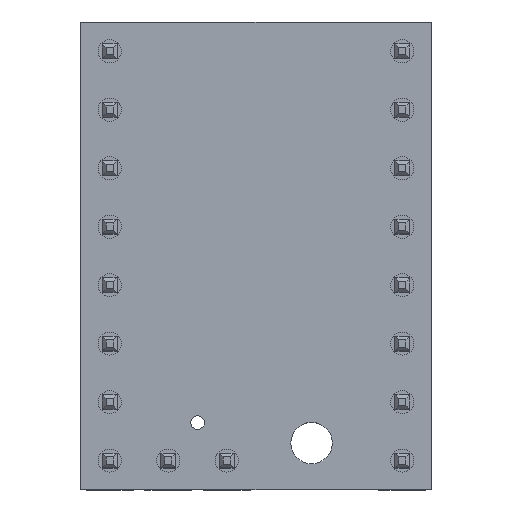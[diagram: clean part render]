
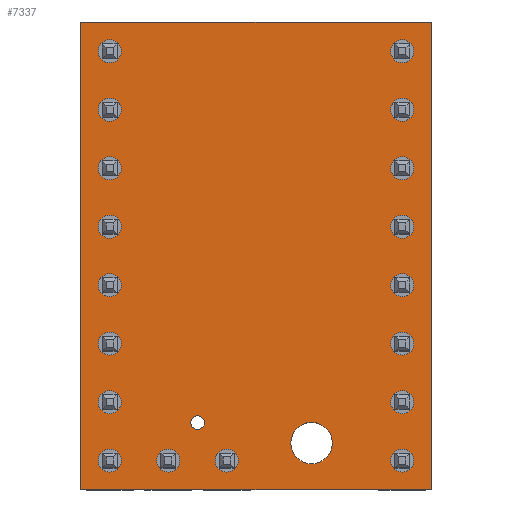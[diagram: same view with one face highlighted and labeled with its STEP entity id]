
A CAD part, top view. The second image highlights one B-rep face of the part: STEP entity #7337.
In plain terms, the highlighted planar face has unit normal (0, 0, 1).
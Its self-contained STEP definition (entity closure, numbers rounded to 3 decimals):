
#7005 = VERTEX_POINT('',#7006);
#7006 = CARTESIAN_POINT('',(156.121,-115.164,1.51));
#7012 = EDGE_CURVE('',#7005,#7013,#7015,.T.);
#7013 = VERTEX_POINT('',#7014);
#7014 = CARTESIAN_POINT('',(140.881,-115.164,1.51));
#7015 = LINE('',#7016,#7017);
#7016 = CARTESIAN_POINT('',(156.121,-115.164,1.51));
#7017 = VECTOR('',#7018,1.);
#7018 = DIRECTION('',(-1.,0.,0.));
#7045 = VERTEX_POINT('',#7046);
#7046 = CARTESIAN_POINT('',(156.121,-94.844,1.51));
#7052 = EDGE_CURVE('',#7045,#7005,#7053,.T.);
#7053 = LINE('',#7054,#7055);
#7054 = CARTESIAN_POINT('',(156.121,-94.844,1.51));
#7055 = VECTOR('',#7056,1.);
#7056 = DIRECTION('',(0.,-1.,0.));
#7074 = EDGE_CURVE('',#7013,#7075,#7077,.T.);
#7075 = VERTEX_POINT('',#7076);
#7076 = CARTESIAN_POINT('',(140.881,-94.844,1.51));
#7077 = LINE('',#7078,#7079);
#7078 = CARTESIAN_POINT('',(140.881,-115.164,1.51));
#7079 = VECTOR('',#7080,1.);
#7080 = DIRECTION('',(0.,1.,0.));
#7337 = ADVANCED_FACE('',(#7338,#7349,#7360,#7371,#7382,#7393,#7404,
    #7415,#7426,#7437,#7448,#7459,#7470,#7481,#7492,#7503,#7514,#7525,
    #7536,#7547,#7558),#7569,.T.);
#7338 = FACE_BOUND('',#7339,.T.);
#7339 = EDGE_LOOP('',(#7340,#7341,#7342,#7348));
#7340 = ORIENTED_EDGE('',*,*,#7012,.F.);
#7341 = ORIENTED_EDGE('',*,*,#7052,.F.);
#7342 = ORIENTED_EDGE('',*,*,#7343,.F.);
#7343 = EDGE_CURVE('',#7075,#7045,#7344,.T.);
#7344 = LINE('',#7345,#7346);
#7345 = CARTESIAN_POINT('',(140.881,-94.844,1.51));
#7346 = VECTOR('',#7347,1.);
#7347 = DIRECTION('',(1.,0.,0.));
#7348 = ORIENTED_EDGE('',*,*,#7074,.F.);
#7349 = FACE_BOUND('',#7350,.T.);
#7350 = EDGE_LOOP('',(#7351));
#7351 = ORIENTED_EDGE('',*,*,#7352,.T.);
#7352 = EDGE_CURVE('',#7353,#7353,#7355,.T.);
#7353 = VERTEX_POINT('',#7354);
#7354 = CARTESIAN_POINT('',(142.151,-114.394,1.51));
#7355 = CIRCLE('',#7356,0.5);
#7356 = AXIS2_PLACEMENT_3D('',#7357,#7358,#7359);
#7357 = CARTESIAN_POINT('',(142.151,-113.894,1.51));
#7358 = DIRECTION('',(-0.,0.,-1.));
#7359 = DIRECTION('',(-0.,-1.,0.));
#7360 = FACE_BOUND('',#7361,.T.);
#7361 = EDGE_LOOP('',(#7362));
#7362 = ORIENTED_EDGE('',*,*,#7363,.T.);
#7363 = EDGE_CURVE('',#7364,#7364,#7366,.T.);
#7364 = VERTEX_POINT('',#7365);
#7365 = CARTESIAN_POINT('',(144.691,-114.394,1.51));
#7366 = CIRCLE('',#7367,0.5);
#7367 = AXIS2_PLACEMENT_3D('',#7368,#7369,#7370);
#7368 = CARTESIAN_POINT('',(144.691,-113.894,1.51));
#7369 = DIRECTION('',(-0.,0.,-1.));
#7370 = DIRECTION('',(-0.,-1.,0.));
#7371 = FACE_BOUND('',#7372,.T.);
#7372 = EDGE_LOOP('',(#7373));
#7373 = ORIENTED_EDGE('',*,*,#7374,.T.);
#7374 = EDGE_CURVE('',#7375,#7375,#7377,.T.);
#7375 = VERTEX_POINT('',#7376);
#7376 = CARTESIAN_POINT('',(142.151,-111.854,1.51));
#7377 = CIRCLE('',#7378,0.5);
#7378 = AXIS2_PLACEMENT_3D('',#7379,#7380,#7381);
#7379 = CARTESIAN_POINT('',(142.151,-111.354,1.51));
#7380 = DIRECTION('',(-0.,0.,-1.));
#7381 = DIRECTION('',(-0.,-1.,0.));
#7382 = FACE_BOUND('',#7383,.T.);
#7383 = EDGE_LOOP('',(#7384));
#7384 = ORIENTED_EDGE('',*,*,#7385,.T.);
#7385 = EDGE_CURVE('',#7386,#7386,#7388,.T.);
#7386 = VERTEX_POINT('',#7387);
#7387 = CARTESIAN_POINT('',(145.961,-112.543,1.51));
#7388 = CIRCLE('',#7389,0.3);
#7389 = AXIS2_PLACEMENT_3D('',#7390,#7391,#7392);
#7390 = CARTESIAN_POINT('',(145.961,-112.243,1.51));
#7391 = DIRECTION('',(-0.,0.,-1.));
#7392 = DIRECTION('',(-0.,-1.,0.));
#7393 = FACE_BOUND('',#7394,.T.);
#7394 = EDGE_LOOP('',(#7395));
#7395 = ORIENTED_EDGE('',*,*,#7396,.T.);
#7396 = EDGE_CURVE('',#7397,#7397,#7399,.T.);
#7397 = VERTEX_POINT('',#7398);
#7398 = CARTESIAN_POINT('',(147.231,-114.394,1.51));
#7399 = CIRCLE('',#7400,0.5);
#7400 = AXIS2_PLACEMENT_3D('',#7401,#7402,#7403);
#7401 = CARTESIAN_POINT('',(147.231,-113.894,1.51));
#7402 = DIRECTION('',(-0.,0.,-1.));
#7403 = DIRECTION('',(-0.,-1.,0.));
#7404 = FACE_BOUND('',#7405,.T.);
#7405 = EDGE_LOOP('',(#7406));
#7406 = ORIENTED_EDGE('',*,*,#7407,.T.);
#7407 = EDGE_CURVE('',#7408,#7408,#7410,.T.);
#7408 = VERTEX_POINT('',#7409);
#7409 = CARTESIAN_POINT('',(142.151,-109.314,1.51));
#7410 = CIRCLE('',#7411,0.5);
#7411 = AXIS2_PLACEMENT_3D('',#7412,#7413,#7414);
#7412 = CARTESIAN_POINT('',(142.151,-108.814,1.51));
#7413 = DIRECTION('',(-0.,0.,-1.));
#7414 = DIRECTION('',(-0.,-1.,0.));
#7415 = FACE_BOUND('',#7416,.T.);
#7416 = EDGE_LOOP('',(#7417));
#7417 = ORIENTED_EDGE('',*,*,#7418,.T.);
#7418 = EDGE_CURVE('',#7419,#7419,#7421,.T.);
#7419 = VERTEX_POINT('',#7420);
#7420 = CARTESIAN_POINT('',(142.151,-106.774,1.51));
#7421 = CIRCLE('',#7422,0.5);
#7422 = AXIS2_PLACEMENT_3D('',#7423,#7424,#7425);
#7423 = CARTESIAN_POINT('',(142.151,-106.274,1.51));
#7424 = DIRECTION('',(-0.,0.,-1.));
#7425 = DIRECTION('',(-0.,-1.,0.));
#7426 = FACE_BOUND('',#7427,.T.);
#7427 = EDGE_LOOP('',(#7428));
#7428 = ORIENTED_EDGE('',*,*,#7429,.T.);
#7429 = EDGE_CURVE('',#7430,#7430,#7432,.T.);
#7430 = VERTEX_POINT('',#7431);
#7431 = CARTESIAN_POINT('',(150.914,-114.032,1.51));
#7432 = CIRCLE('',#7433,0.9);
#7433 = AXIS2_PLACEMENT_3D('',#7434,#7435,#7436);
#7434 = CARTESIAN_POINT('',(150.914,-113.132,1.51));
#7435 = DIRECTION('',(-0.,0.,-1.));
#7436 = DIRECTION('',(0.,-1.,0.));
#7437 = FACE_BOUND('',#7438,.T.);
#7438 = EDGE_LOOP('',(#7439));
#7439 = ORIENTED_EDGE('',*,*,#7440,.T.);
#7440 = EDGE_CURVE('',#7441,#7441,#7443,.T.);
#7441 = VERTEX_POINT('',#7442);
#7442 = CARTESIAN_POINT('',(154.851,-114.394,1.51));
#7443 = CIRCLE('',#7444,0.5);
#7444 = AXIS2_PLACEMENT_3D('',#7445,#7446,#7447);
#7445 = CARTESIAN_POINT('',(154.851,-113.894,1.51));
#7446 = DIRECTION('',(-0.,0.,-1.));
#7447 = DIRECTION('',(-0.,-1.,0.));
#7448 = FACE_BOUND('',#7449,.T.);
#7449 = EDGE_LOOP('',(#7450));
#7450 = ORIENTED_EDGE('',*,*,#7451,.T.);
#7451 = EDGE_CURVE('',#7452,#7452,#7454,.T.);
#7452 = VERTEX_POINT('',#7453);
#7453 = CARTESIAN_POINT('',(154.851,-111.854,1.51));
#7454 = CIRCLE('',#7455,0.5);
#7455 = AXIS2_PLACEMENT_3D('',#7456,#7457,#7458);
#7456 = CARTESIAN_POINT('',(154.851,-111.354,1.51));
#7457 = DIRECTION('',(-0.,0.,-1.));
#7458 = DIRECTION('',(-0.,-1.,0.));
#7459 = FACE_BOUND('',#7460,.T.);
#7460 = EDGE_LOOP('',(#7461));
#7461 = ORIENTED_EDGE('',*,*,#7462,.T.);
#7462 = EDGE_CURVE('',#7463,#7463,#7465,.T.);
#7463 = VERTEX_POINT('',#7464);
#7464 = CARTESIAN_POINT('',(154.851,-109.314,1.51));
#7465 = CIRCLE('',#7466,0.5);
#7466 = AXIS2_PLACEMENT_3D('',#7467,#7468,#7469);
#7467 = CARTESIAN_POINT('',(154.851,-108.814,1.51));
#7468 = DIRECTION('',(-0.,0.,-1.));
#7469 = DIRECTION('',(-0.,-1.,0.));
#7470 = FACE_BOUND('',#7471,.T.);
#7471 = EDGE_LOOP('',(#7472));
#7472 = ORIENTED_EDGE('',*,*,#7473,.T.);
#7473 = EDGE_CURVE('',#7474,#7474,#7476,.T.);
#7474 = VERTEX_POINT('',#7475);
#7475 = CARTESIAN_POINT('',(154.851,-106.774,1.51));
#7476 = CIRCLE('',#7477,0.5);
#7477 = AXIS2_PLACEMENT_3D('',#7478,#7479,#7480);
#7478 = CARTESIAN_POINT('',(154.851,-106.274,1.51));
#7479 = DIRECTION('',(-0.,0.,-1.));
#7480 = DIRECTION('',(-0.,-1.,0.));
#7481 = FACE_BOUND('',#7482,.T.);
#7482 = EDGE_LOOP('',(#7483));
#7483 = ORIENTED_EDGE('',*,*,#7484,.T.);
#7484 = EDGE_CURVE('',#7485,#7485,#7487,.T.);
#7485 = VERTEX_POINT('',#7486);
#7486 = CARTESIAN_POINT('',(142.151,-104.234,1.51));
#7487 = CIRCLE('',#7488,0.5);
#7488 = AXIS2_PLACEMENT_3D('',#7489,#7490,#7491);
#7489 = CARTESIAN_POINT('',(142.151,-103.734,1.51));
#7490 = DIRECTION('',(-0.,0.,-1.));
#7491 = DIRECTION('',(-0.,-1.,0.));
#7492 = FACE_BOUND('',#7493,.T.);
#7493 = EDGE_LOOP('',(#7494));
#7494 = ORIENTED_EDGE('',*,*,#7495,.T.);
#7495 = EDGE_CURVE('',#7496,#7496,#7498,.T.);
#7496 = VERTEX_POINT('',#7497);
#7497 = CARTESIAN_POINT('',(142.151,-101.694,1.51));
#7498 = CIRCLE('',#7499,0.5);
#7499 = AXIS2_PLACEMENT_3D('',#7500,#7501,#7502);
#7500 = CARTESIAN_POINT('',(142.151,-101.194,1.51));
#7501 = DIRECTION('',(-0.,0.,-1.));
#7502 = DIRECTION('',(-0.,-1.,0.));
#7503 = FACE_BOUND('',#7504,.T.);
#7504 = EDGE_LOOP('',(#7505));
#7505 = ORIENTED_EDGE('',*,*,#7506,.T.);
#7506 = EDGE_CURVE('',#7507,#7507,#7509,.T.);
#7507 = VERTEX_POINT('',#7508);
#7508 = CARTESIAN_POINT('',(142.151,-99.154,1.51));
#7509 = CIRCLE('',#7510,0.5);
#7510 = AXIS2_PLACEMENT_3D('',#7511,#7512,#7513);
#7511 = CARTESIAN_POINT('',(142.151,-98.654,1.51));
#7512 = DIRECTION('',(-0.,0.,-1.));
#7513 = DIRECTION('',(-0.,-1.,0.));
#7514 = FACE_BOUND('',#7515,.T.);
#7515 = EDGE_LOOP('',(#7516));
#7516 = ORIENTED_EDGE('',*,*,#7517,.T.);
#7517 = EDGE_CURVE('',#7518,#7518,#7520,.T.);
#7518 = VERTEX_POINT('',#7519);
#7519 = CARTESIAN_POINT('',(142.151,-96.614,1.51));
#7520 = CIRCLE('',#7521,0.5);
#7521 = AXIS2_PLACEMENT_3D('',#7522,#7523,#7524);
#7522 = CARTESIAN_POINT('',(142.151,-96.114,1.51));
#7523 = DIRECTION('',(-0.,0.,-1.));
#7524 = DIRECTION('',(-0.,-1.,0.));
#7525 = FACE_BOUND('',#7526,.T.);
#7526 = EDGE_LOOP('',(#7527));
#7527 = ORIENTED_EDGE('',*,*,#7528,.T.);
#7528 = EDGE_CURVE('',#7529,#7529,#7531,.T.);
#7529 = VERTEX_POINT('',#7530);
#7530 = CARTESIAN_POINT('',(154.851,-104.234,1.51));
#7531 = CIRCLE('',#7532,0.5);
#7532 = AXIS2_PLACEMENT_3D('',#7533,#7534,#7535);
#7533 = CARTESIAN_POINT('',(154.851,-103.734,1.51));
#7534 = DIRECTION('',(-0.,0.,-1.));
#7535 = DIRECTION('',(-0.,-1.,0.));
#7536 = FACE_BOUND('',#7537,.T.);
#7537 = EDGE_LOOP('',(#7538));
#7538 = ORIENTED_EDGE('',*,*,#7539,.T.);
#7539 = EDGE_CURVE('',#7540,#7540,#7542,.T.);
#7540 = VERTEX_POINT('',#7541);
#7541 = CARTESIAN_POINT('',(154.851,-101.694,1.51));
#7542 = CIRCLE('',#7543,0.5);
#7543 = AXIS2_PLACEMENT_3D('',#7544,#7545,#7546);
#7544 = CARTESIAN_POINT('',(154.851,-101.194,1.51));
#7545 = DIRECTION('',(-0.,0.,-1.));
#7546 = DIRECTION('',(-0.,-1.,0.));
#7547 = FACE_BOUND('',#7548,.T.);
#7548 = EDGE_LOOP('',(#7549));
#7549 = ORIENTED_EDGE('',*,*,#7550,.T.);
#7550 = EDGE_CURVE('',#7551,#7551,#7553,.T.);
#7551 = VERTEX_POINT('',#7552);
#7552 = CARTESIAN_POINT('',(154.851,-99.154,1.51));
#7553 = CIRCLE('',#7554,0.5);
#7554 = AXIS2_PLACEMENT_3D('',#7555,#7556,#7557);
#7555 = CARTESIAN_POINT('',(154.851,-98.654,1.51));
#7556 = DIRECTION('',(-0.,0.,-1.));
#7557 = DIRECTION('',(-0.,-1.,0.));
#7558 = FACE_BOUND('',#7559,.T.);
#7559 = EDGE_LOOP('',(#7560));
#7560 = ORIENTED_EDGE('',*,*,#7561,.T.);
#7561 = EDGE_CURVE('',#7562,#7562,#7564,.T.);
#7562 = VERTEX_POINT('',#7563);
#7563 = CARTESIAN_POINT('',(154.851,-96.614,1.51));
#7564 = CIRCLE('',#7565,0.5);
#7565 = AXIS2_PLACEMENT_3D('',#7566,#7567,#7568);
#7566 = CARTESIAN_POINT('',(154.851,-96.114,1.51));
#7567 = DIRECTION('',(-0.,0.,-1.));
#7568 = DIRECTION('',(-0.,-1.,0.));
#7569 = PLANE('',#7570);
#7570 = AXIS2_PLACEMENT_3D('',#7571,#7572,#7573);
#7571 = CARTESIAN_POINT('',(0.,0.,1.51));
#7572 = DIRECTION('',(0.,0.,1.));
#7573 = DIRECTION('',(1.,0.,-0.));
